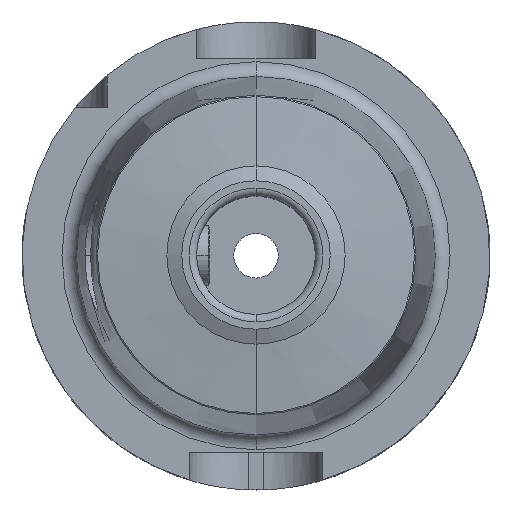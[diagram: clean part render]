
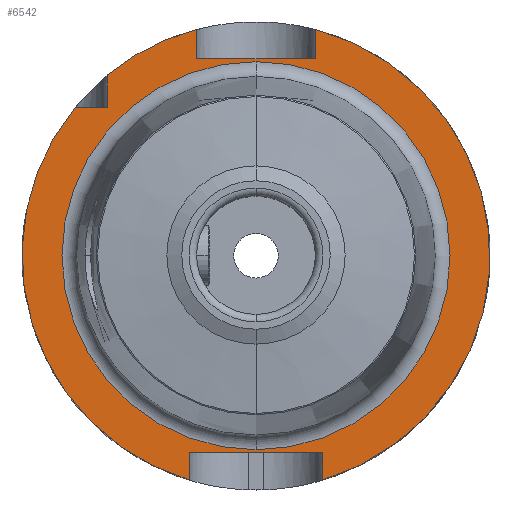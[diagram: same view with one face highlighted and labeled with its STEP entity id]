
A CAD part, top view. The second image highlights one B-rep face of the part: STEP entity #6542.
In plain terms, the highlighted planar face has unit normal (0, 0, 1).
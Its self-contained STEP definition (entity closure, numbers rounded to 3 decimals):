
#38=DIRECTION('',(1.,0.,0.));
#39=VECTOR('',#38,16.);
#40=CARTESIAN_POINT('',(-8.,26.5,25.95));
#41=LINE('',#40,#39);
#46=DIRECTION('',(0.,-1.,0.));
#47=VECTOR('',#46,3.967);
#48=CARTESIAN_POINT('',(8.,30.467,25.95));
#49=LINE('',#48,#47);
#53=DIRECTION('',(0.,1.,0.));
#54=VECTOR('',#53,3.687);
#55=CARTESIAN_POINT('',(9.,-30.187,25.95));
#56=LINE('',#55,#54);
#60=DIRECTION('',(1.,0.,0.));
#61=VECTOR('',#60,18.);
#62=CARTESIAN_POINT('',(-9.,-26.5,25.95));
#63=LINE('',#62,#61);
#67=DIRECTION('',(0.,1.,0.));
#68=VECTOR('',#67,3.687);
#69=CARTESIAN_POINT('',(-9.,-30.187,25.95));
#70=LINE('',#69,#68);
#74=DIRECTION('',(1.,0.,0.));
#75=VECTOR('',#74,4.336);
#76=CARTESIAN_POINT('',(-24.336,20.,25.95));
#77=LINE('',#76,#75);
#81=DIRECTION('',(0.,-1.,0.));
#82=VECTOR('',#81,4.336);
#83=CARTESIAN_POINT('',(-20.,24.336,25.95));
#84=LINE('',#83,#82);
#88=DIRECTION('',(0.,-1.,0.));
#89=VECTOR('',#88,3.967);
#90=CARTESIAN_POINT('',(-8.,30.467,25.95));
#91=LINE('',#90,#89);
#95=CARTESIAN_POINT('',(0.,0.,25.95));
#96=DIRECTION('',(0.,0.,1.));
#97=DIRECTION('',(0.,1.,0.));
#98=AXIS2_PLACEMENT_3D('',#95,#96,#97);
#103=CARTESIAN_POINT('',(0.,0.,25.95));
#104=DIRECTION('',(0.,0.,1.));
#105=DIRECTION('',(0.,-1.,0.));
#106=AXIS2_PLACEMENT_3D('',#103,#104,#105);
#838=CARTESIAN_POINT('',(0.,0.,25.95));
#839=DIRECTION('',(0.,0.,1.));
#840=DIRECTION('',(-0.773,0.635,0.));
#841=AXIS2_PLACEMENT_3D('',#838,#839,#840);
#846=CARTESIAN_POINT('',(0.,0.,25.95));
#847=DIRECTION('',(0.,0.,1.));
#848=DIRECTION('',(0.286,-0.958,0.));
#849=AXIS2_PLACEMENT_3D('',#846,#847,#848);
#854=CARTESIAN_POINT('',(0.,0.,25.95));
#855=DIRECTION('',(0.,0.,1.));
#856=DIRECTION('',(-0.254,0.967,0.));
#857=AXIS2_PLACEMENT_3D('',#854,#855,#856);
#6148=CARTESIAN_POINT('',(-20.,20.,25.95));
#6150=VERTEX_POINT('',#6148);
#6164=CARTESIAN_POINT('',(9.,-26.5,25.95));
#6166=VERTEX_POINT('',#6164);
#6182=CARTESIAN_POINT('',(8.,26.5,25.95));
#6184=VERTEX_POINT('',#6182);
#6257=CARTESIAN_POINT('',(-24.336,20.,25.95));
#6258=VERTEX_POINT('',#6257);
#6259=CARTESIAN_POINT('',(-20.,24.336,25.95));
#6260=VERTEX_POINT('',#6259);
#6277=CARTESIAN_POINT('',(-9.,-26.5,25.95));
#6278=VERTEX_POINT('',#6277);
#6279=CARTESIAN_POINT('',(9.,-30.187,25.95));
#6280=VERTEX_POINT('',#6279);
#6281=CARTESIAN_POINT('',(-9.,-30.187,25.95));
#6282=VERTEX_POINT('',#6281);
#6312=CARTESIAN_POINT('',(-8.,26.5,25.95));
#6313=VERTEX_POINT('',#6312);
#6314=CARTESIAN_POINT('',(8.,30.467,25.95));
#6315=VERTEX_POINT('',#6314);
#6316=CARTESIAN_POINT('',(-8.,30.467,25.95));
#6317=VERTEX_POINT('',#6316);
#6365=CARTESIAN_POINT('',(0.,26.125,25.95));
#6366=CARTESIAN_POINT('',(0.,-26.125,25.95));
#6367=VERTEX_POINT('',#6365);
#6368=VERTEX_POINT('',#6366);
#6507=CARTESIAN_POINT('',(0.,0.,25.95));
#6508=DIRECTION('',(0.,0.,1.));
#6509=DIRECTION('',(0.,1.,0.));
#6510=AXIS2_PLACEMENT_3D('',#6507,#6508,#6509);
#6511=PLANE('',#6510);
#6513=ORIENTED_EDGE('',*,*,#6512,.T.);
#6515=ORIENTED_EDGE('',*,*,#6514,.F.);
#6517=ORIENTED_EDGE('',*,*,#6516,.F.);
#6519=ORIENTED_EDGE('',*,*,#6518,.T.);
#6521=ORIENTED_EDGE('',*,*,#6520,.F.);
#6523=ORIENTED_EDGE('',*,*,#6522,.F.);
#6525=ORIENTED_EDGE('',*,*,#6524,.F.);
#6527=ORIENTED_EDGE('',*,*,#6526,.T.);
#6529=ORIENTED_EDGE('',*,*,#6528,.F.);
#6531=ORIENTED_EDGE('',*,*,#6530,.F.);
#6533=ORIENTED_EDGE('',*,*,#6532,.T.);
#6534=EDGE_LOOP('',(#6513,#6515,#6517,#6519,#6521,#6523,#6525,#6527,#6529,#6531,
#6533));
#6535=FACE_OUTER_BOUND('',#6534,.F.);
#6537=ORIENTED_EDGE('',*,*,#6536,.T.);
#6539=ORIENTED_EDGE('',*,*,#6538,.T.);
#6540=EDGE_LOOP('',(#6537,#6539));
#6541=FACE_BOUND('',#6540,.F.);
#99=CIRCLE('',#98,26.125);
#107=CIRCLE('',#106,26.125);
#842=CIRCLE('',#841,31.5);
#850=CIRCLE('',#849,31.5);
#858=CIRCLE('',#857,31.5);
#6512=EDGE_CURVE('',#6313,#6184,#41,.T.);
#6514=EDGE_CURVE('',#6315,#6184,#49,.T.);
#6516=EDGE_CURVE('',#6280,#6315,#850,.T.);
#6518=EDGE_CURVE('',#6280,#6166,#56,.T.);
#6520=EDGE_CURVE('',#6278,#6166,#63,.T.);
#6522=EDGE_CURVE('',#6282,#6278,#70,.T.);
#6524=EDGE_CURVE('',#6258,#6282,#842,.T.);
#6526=EDGE_CURVE('',#6258,#6150,#77,.T.);
#6528=EDGE_CURVE('',#6260,#6150,#84,.T.);
#6530=EDGE_CURVE('',#6317,#6260,#858,.T.);
#6532=EDGE_CURVE('',#6317,#6313,#91,.T.);
#6536=EDGE_CURVE('',#6367,#6368,#99,.T.);
#6538=EDGE_CURVE('',#6368,#6367,#107,.T.);
#6542=ADVANCED_FACE('',(#6535,#6541),#6511,.T.);
